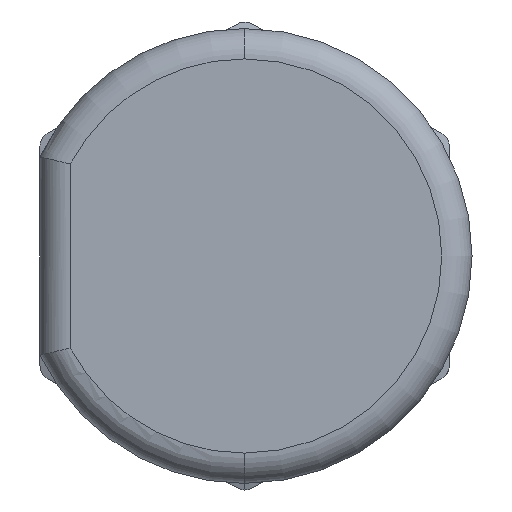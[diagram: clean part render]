
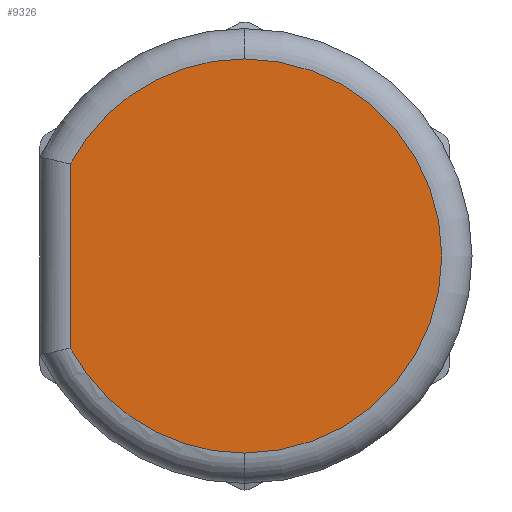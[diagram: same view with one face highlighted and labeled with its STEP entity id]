
A CAD part, left-side view. The second image highlights one B-rep face of the part: STEP entity #9326.
In plain terms, the highlighted planar face has unit normal (-1, 0, 0).
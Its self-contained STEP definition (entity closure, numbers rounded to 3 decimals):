
#507 = CIRCLE ( 'NONE', #7283, 13. ) ;
#860 = CIRCLE ( 'NONE', #21124, 13. ) ;
#895 = EDGE_CURVE ( 'NONE', #20419, #12771, #18202, .T. ) ;
#1079 = AXIS2_PLACEMENT_3D ( 'NONE', #8570, #11349, #28445 ) ;
#1776 = EDGE_LOOP ( 'NONE', ( #18073, #31469, #25632, #12173 ) ) ;
#2611 = AXIS2_PLACEMENT_3D ( 'NONE', #5361, #3553, #25551 ) ;
#3553 = DIRECTION ( 'NONE',  ( -1., 0., 0. ) ) ;
#5361 = CARTESIAN_POINT ( 'NONE',  ( -22., 0., 0. ) ) ;
#6288 = DIRECTION ( 'NONE',  ( 0., 0., 1. ) ) ;
#7283 = AXIS2_PLACEMENT_3D ( 'NONE', #24222, #13810, #14457 ) ;
#8570 = CARTESIAN_POINT ( 'NONE',  ( -22., 15., 0. ) ) ;
#9326 = ADVANCED_FACE ( 'NONE', ( #26143 ), #16048, .T. ) ;
#10344 = CARTESIAN_POINT ( 'NONE',  ( -22., 0., -13. ) ) ;
#11349 = DIRECTION ( 'NONE',  ( -1., 0., 0. ) ) ;
#12142 = EDGE_CURVE ( 'NONE', #21074, #24047, #24938, .T. ) ;
#12173 = ORIENTED_EDGE ( 'NONE', *, *, #12142, .T. ) ;
#12256 = DIRECTION ( 'NONE',  ( 0., 0., -1. ) ) ;
#12771 = VERTEX_POINT ( 'NONE', #28713 ) ;
#13810 = DIRECTION ( 'NONE',  ( -1., 0., 0. ) ) ;
#14256 = CARTESIAN_POINT ( 'NONE',  ( -22., 0., 0. ) ) ;
#14457 = DIRECTION ( 'NONE',  ( 0., 0., 1. ) ) ;
#15059 = EDGE_CURVE ( 'NONE', #12771, #21074, #507, .T. ) ;
#16048 = PLANE ( 'NONE',  #1079 ) ;
#17719 = VECTOR ( 'NONE', #12256, 1000. ) ;
#18073 = ORIENTED_EDGE ( 'NONE', *, *, #25708, .T. ) ;
#18202 = CIRCLE ( 'NONE', #2611, 13. ) ;
#19219 = CARTESIAN_POINT ( 'NONE',  ( -22., 11.5, 6.062 ) ) ;
#20205 = CARTESIAN_POINT ( 'NONE',  ( -22., 11.5, -6.538 ) ) ;
#20419 = VERTEX_POINT ( 'NONE', #10344 ) ;
#21074 = VERTEX_POINT ( 'NONE', #19219 ) ;
#21124 = AXIS2_PLACEMENT_3D ( 'NONE', #14256, #24189, #6288 ) ;
#24047 = VERTEX_POINT ( 'NONE', #29484 ) ;
#24189 = DIRECTION ( 'NONE',  ( -1., 0., 0. ) ) ;
#24222 = CARTESIAN_POINT ( 'NONE',  ( -22., 0., 0. ) ) ;
#24938 = LINE ( 'NONE', #20205, #17719 ) ;
#25551 = DIRECTION ( 'NONE',  ( 0., 0., 1. ) ) ;
#25632 = ORIENTED_EDGE ( 'NONE', *, *, #15059, .T. ) ;
#25708 = EDGE_CURVE ( 'NONE', #24047, #20419, #860, .T. ) ;
#26143 = FACE_OUTER_BOUND ( 'NONE', #1776, .T. ) ;
#28445 = DIRECTION ( 'NONE',  ( 0., 0., 1. ) ) ;
#28713 = CARTESIAN_POINT ( 'NONE',  ( -22., 0., 13. ) ) ;
#29484 = CARTESIAN_POINT ( 'NONE',  ( -22., 11.5, -6.062 ) ) ;
#31469 = ORIENTED_EDGE ( 'NONE', *, *, #895, .T. ) ;
